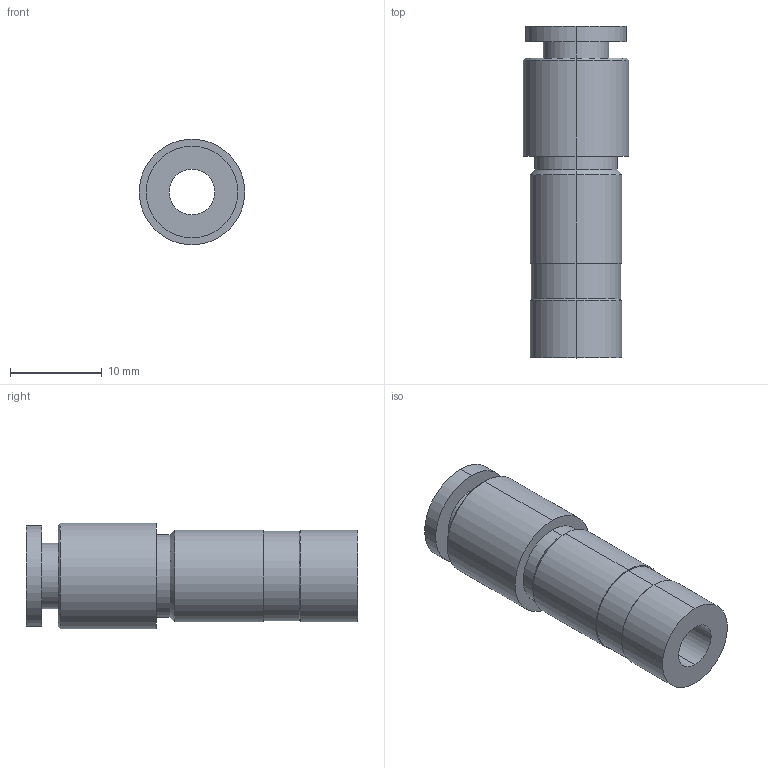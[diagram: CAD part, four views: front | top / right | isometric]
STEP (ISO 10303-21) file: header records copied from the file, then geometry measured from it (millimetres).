
FILE_DESCRIPTION(('HOOPS Exchange Step'),'2;1');
FILE_NAME('export-57193534-751B-4F50-8314-39E74F1574CB.stp','2022-11-15T17:02:24+01:00',('Engineering'),('Alibre'),'HOOPS Exchange 2021.0','Alibre','Unknown authorisation');
FILE_SCHEMA( ('AP242_MANAGED_MODEL_BASED_3D_ENGINEERING_MIM_LF {1 0 10303 442 1 1 4 }') );
Length unit declared in the file: millimetre
Products named in the file (1): 6119 2L08007 - Ø10mm to Ø6mm - Reducer - R8
Bounding box: 11.5 x 36.2 x 11.5 mm (x, y, z)
Volume: 2252.2 mm3; surface area: 2061.5 mm2
Topology: 1 solids, 1 shells, 31 faces, 62 edges, 38 vertices
Faces by surface type: cylinder 18, plane 7, cone 6
Entity records: 870 total; most frequent: DIRECTION 166, CARTESIAN_POINT 133, ORIENTED_EDGE 124, AXIS2_PLACEMENT_3D 71, EDGE_CURVE 62, VERTEX_POINT 38, CIRCLE 38, EDGE_LOOP 38
